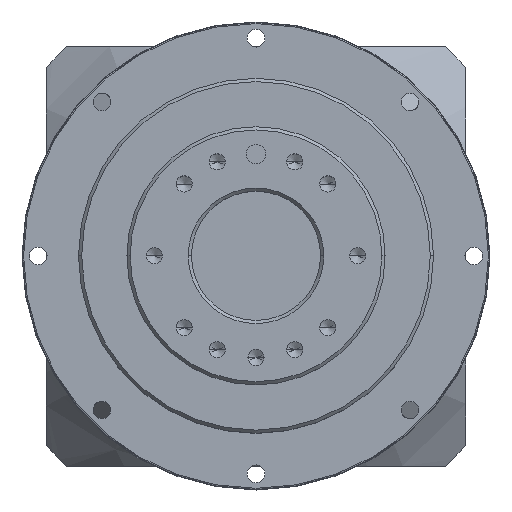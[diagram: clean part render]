
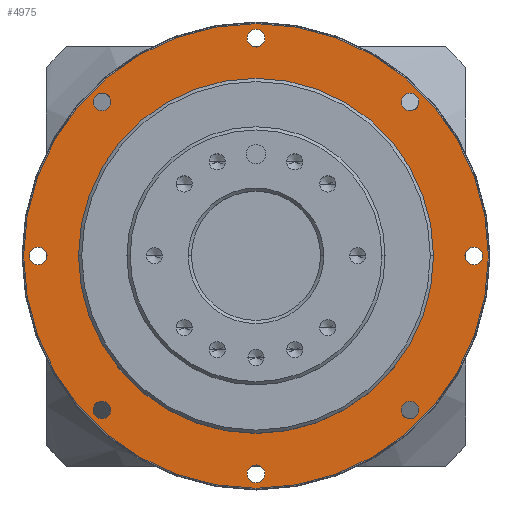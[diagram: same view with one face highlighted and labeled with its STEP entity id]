
A CAD part, top view. The second image highlights one B-rep face of the part: STEP entity #4975.
In plain terms, the highlighted planar face has unit normal (0, 0, 1).
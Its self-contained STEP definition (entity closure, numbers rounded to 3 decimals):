
#1438=CARTESIAN_POINT('',(-32.971,24.419,12.));
#1439=DIRECTION('',(0.,0.,1.));
#1440=DIRECTION('',(1.,0.,0.));
#1441=AXIS2_PLACEMENT_3D('',#1438,#1439,#1440);
#1443=CARTESIAN_POINT('',(-32.971,24.419,12.));
#1444=DIRECTION('',(0.,0.,1.));
#1445=DIRECTION('',(-1.,0.,0.));
#1446=AXIS2_PLACEMENT_3D('',#1443,#1444,#1445);
#1448=CARTESIAN_POINT('',(14.759,72.149,12.));
#1449=DIRECTION('',(0.,0.,-1.));
#1450=DIRECTION('',(0.707,-0.707,0.));
#1451=AXIS2_PLACEMENT_3D('',#1448,#1449,#1450);
#1453=CARTESIAN_POINT('',(14.759,72.149,12.));
#1454=DIRECTION('',(0.,0.,-1.));
#1455=DIRECTION('',(1.,0.,0.));
#1456=AXIS2_PLACEMENT_3D('',#1453,#1454,#1455);
#1458=CARTESIAN_POINT('',(14.759,72.149,12.));
#1459=DIRECTION('',(0.,0.,-1.));
#1460=DIRECTION('',(-1.,0.,0.));
#1461=AXIS2_PLACEMENT_3D('',#1458,#1459,#1460);
#1463=CARTESIAN_POINT('',(34.529,24.419,12.));
#1464=DIRECTION('',(0.,0.,-1.));
#1465=DIRECTION('',(0.,-1.,0.));
#1466=AXIS2_PLACEMENT_3D('',#1463,#1464,#1465);
#1468=CARTESIAN_POINT('',(34.529,24.419,12.));
#1469=DIRECTION('',(0.,0.,-1.));
#1470=DIRECTION('',(1.,0.,0.));
#1471=AXIS2_PLACEMENT_3D('',#1468,#1469,#1470);
#1473=CARTESIAN_POINT('',(34.529,24.419,12.));
#1474=DIRECTION('',(0.,0.,-1.));
#1475=DIRECTION('',(-1.,0.,0.));
#1476=AXIS2_PLACEMENT_3D('',#1473,#1474,#1475);
#1478=CARTESIAN_POINT('',(14.759,-23.31,12.));
#1479=DIRECTION('',(0.,0.,-1.));
#1480=DIRECTION('',(-0.707,-0.707,0.));
#1481=AXIS2_PLACEMENT_3D('',#1478,#1479,#1480);
#1483=CARTESIAN_POINT('',(14.759,-23.31,12.));
#1484=DIRECTION('',(0.,0.,-1.));
#1485=DIRECTION('',(1.,0.,0.));
#1486=AXIS2_PLACEMENT_3D('',#1483,#1484,#1485);
#1488=CARTESIAN_POINT('',(14.759,-23.31,12.));
#1489=DIRECTION('',(0.,0.,-1.));
#1490=DIRECTION('',(-1.,0.,0.));
#1491=AXIS2_PLACEMENT_3D('',#1488,#1489,#1490);
#1493=CARTESIAN_POINT('',(-32.971,-43.081,12.));
#1494=DIRECTION('',(0.,0.,-1.));
#1495=DIRECTION('',(-1.,0.,0.));
#1496=AXIS2_PLACEMENT_3D('',#1493,#1494,#1495);
#1498=CARTESIAN_POINT('',(-32.971,-43.081,12.));
#1499=DIRECTION('',(0.,0.,-1.));
#1500=DIRECTION('',(1.,0.,0.));
#1501=AXIS2_PLACEMENT_3D('',#1498,#1499,#1500);
#1503=CARTESIAN_POINT('',(-80.701,-23.31,12.));
#1504=DIRECTION('',(0.,0.,-1.));
#1505=DIRECTION('',(-0.707,0.707,0.));
#1506=AXIS2_PLACEMENT_3D('',#1503,#1504,#1505);
#1508=CARTESIAN_POINT('',(-80.701,-23.31,12.));
#1509=DIRECTION('',(0.,0.,-1.));
#1510=DIRECTION('',(-1.,0.,0.));
#1511=AXIS2_PLACEMENT_3D('',#1508,#1509,#1510);
#1513=CARTESIAN_POINT('',(-80.701,-23.31,12.));
#1514=DIRECTION('',(0.,0.,-1.));
#1515=DIRECTION('',(1.,0.,0.));
#1516=AXIS2_PLACEMENT_3D('',#1513,#1514,#1515);
#1518=CARTESIAN_POINT('',(-100.471,24.419,12.));
#1519=DIRECTION('',(0.,0.,-1.));
#1520=DIRECTION('',(0.,1.,0.));
#1521=AXIS2_PLACEMENT_3D('',#1518,#1519,#1520);
#1523=CARTESIAN_POINT('',(-100.471,24.419,12.));
#1524=DIRECTION('',(0.,0.,-1.));
#1525=DIRECTION('',(-1.,0.,0.));
#1526=AXIS2_PLACEMENT_3D('',#1523,#1524,#1525);
#1528=CARTESIAN_POINT('',(-100.471,24.419,12.));
#1529=DIRECTION('',(0.,0.,-1.));
#1530=DIRECTION('',(1.,0.,0.));
#1531=AXIS2_PLACEMENT_3D('',#1528,#1529,#1530);
#1533=CARTESIAN_POINT('',(-80.701,72.149,12.));
#1534=DIRECTION('',(0.,0.,-1.));
#1535=DIRECTION('',(0.707,0.707,0.));
#1536=AXIS2_PLACEMENT_3D('',#1533,#1534,#1535);
#1538=CARTESIAN_POINT('',(-80.701,72.149,12.));
#1539=DIRECTION('',(0.,0.,-1.));
#1540=DIRECTION('',(-1.,0.,0.));
#1541=AXIS2_PLACEMENT_3D('',#1538,#1539,#1540);
#1543=CARTESIAN_POINT('',(-80.701,72.149,12.));
#1544=DIRECTION('',(0.,0.,-1.));
#1545=DIRECTION('',(1.,0.,0.));
#1546=AXIS2_PLACEMENT_3D('',#1543,#1544,#1545);
#1548=CARTESIAN_POINT('',(-32.971,91.919,12.));
#1549=DIRECTION('',(0.,0.,-1.));
#1550=DIRECTION('',(1.,0.,0.));
#1551=AXIS2_PLACEMENT_3D('',#1548,#1549,#1550);
#1553=CARTESIAN_POINT('',(-32.971,91.919,12.));
#1554=DIRECTION('',(0.,0.,-1.));
#1555=DIRECTION('',(-1.,0.,0.));
#1556=AXIS2_PLACEMENT_3D('',#1553,#1554,#1555);
#1558=CARTESIAN_POINT('',(-32.971,24.419,12.));
#1559=DIRECTION('',(0.,0.,-1.));
#1560=DIRECTION('',(1.,0.,0.));
#1561=AXIS2_PLACEMENT_3D('',#1558,#1559,#1560);
#1563=CARTESIAN_POINT('',(-32.971,24.419,12.));
#1564=DIRECTION('',(0.,0.,-1.));
#1565=DIRECTION('',(-1.,0.,0.));
#1566=AXIS2_PLACEMENT_3D('',#1563,#1564,#1565);
#2907=CARTESIAN_POINT('',(-104.971,24.419,12.));
#2908=VERTEX_POINT('',#2907);
#2909=CARTESIAN_POINT('',(39.029,24.419,12.));
#2910=VERTEX_POINT('',#2909);
#2952=CARTESIAN_POINT('',(17.509,72.149,12.));
#2954=VERTEX_POINT('',#2952);
#2956=CARTESIAN_POINT('',(12.009,72.149,12.));
#2958=VERTEX_POINT('',#2956);
#2959=CARTESIAN_POINT('',(16.703,70.205,12.));
#2960=VERTEX_POINT('',#2959);
#2962=CARTESIAN_POINT('',(37.279,24.419,12.));
#2964=VERTEX_POINT('',#2962);
#2966=CARTESIAN_POINT('',(31.779,24.419,12.));
#2968=VERTEX_POINT('',#2966);
#2969=CARTESIAN_POINT('',(34.529,21.669,12.));
#2970=VERTEX_POINT('',#2969);
#2972=CARTESIAN_POINT('',(17.509,-23.31,12.));
#2974=VERTEX_POINT('',#2972);
#2976=CARTESIAN_POINT('',(12.009,-23.31,12.));
#2978=VERTEX_POINT('',#2976);
#2979=CARTESIAN_POINT('',(12.814,-25.255,12.));
#2980=VERTEX_POINT('',#2979);
#2982=CARTESIAN_POINT('',(-30.221,-43.081,12.));
#2984=VERTEX_POINT('',#2982);
#2986=CARTESIAN_POINT('',(-35.721,-43.081,12.));
#2988=VERTEX_POINT('',#2986);
#2990=CARTESIAN_POINT('',(-77.951,-23.31,12.));
#2992=VERTEX_POINT('',#2990);
#2994=CARTESIAN_POINT('',(-83.451,-23.31,12.));
#2996=VERTEX_POINT('',#2994);
#2997=CARTESIAN_POINT('',(-82.645,-21.366,12.));
#2998=VERTEX_POINT('',#2997);
#3000=CARTESIAN_POINT('',(-97.721,24.419,12.));
#3002=VERTEX_POINT('',#3000);
#3004=CARTESIAN_POINT('',(-103.221,24.419,12.));
#3006=VERTEX_POINT('',#3004);
#3007=CARTESIAN_POINT('',(-100.471,27.169,12.));
#3008=VERTEX_POINT('',#3007);
#3010=CARTESIAN_POINT('',(-77.951,72.149,12.));
#3012=VERTEX_POINT('',#3010);
#3014=CARTESIAN_POINT('',(-83.451,72.149,12.));
#3016=VERTEX_POINT('',#3014);
#3017=CARTESIAN_POINT('',(-78.756,74.094,12.));
#3018=VERTEX_POINT('',#3017);
#3020=CARTESIAN_POINT('',(-30.221,91.919,12.));
#3022=VERTEX_POINT('',#3020);
#3024=CARTESIAN_POINT('',(-35.721,91.919,12.));
#3026=VERTEX_POINT('',#3024);
#3075=CARTESIAN_POINT('',(-87.971,24.419,12.));
#3076=VERTEX_POINT('',#3075);
#3077=CARTESIAN_POINT('',(22.029,24.419,12.));
#3078=VERTEX_POINT('',#3077);
#4899=CARTESIAN_POINT('',(-32.971,24.419,12.));
#4900=DIRECTION('',(0.,0.,1.));
#4901=DIRECTION('',(1.,0.,0.));
#4902=AXIS2_PLACEMENT_3D('',#4899,#4900,#4901);
#4903=PLANE('',#4902);
#4905=ORIENTED_EDGE('',*,*,#4904,.F.);
#4906=ORIENTED_EDGE('',*,*,#4889,.F.);
#4907=EDGE_LOOP('',(#4905,#4906));
#4908=FACE_OUTER_BOUND('',#4907,.F.);
#4910=ORIENTED_EDGE('',*,*,#4909,.F.);
#4912=ORIENTED_EDGE('',*,*,#4911,.F.);
#4914=ORIENTED_EDGE('',*,*,#4913,.F.);
#4915=EDGE_LOOP('',(#4910,#4912,#4914));
#4916=FACE_BOUND('',#4915,.F.);
#4918=ORIENTED_EDGE('',*,*,#4917,.F.);
#4920=ORIENTED_EDGE('',*,*,#4919,.F.);
#4922=ORIENTED_EDGE('',*,*,#4921,.F.);
#4923=EDGE_LOOP('',(#4918,#4920,#4922));
#4924=FACE_BOUND('',#4923,.F.);
#4926=ORIENTED_EDGE('',*,*,#4925,.F.);
#4928=ORIENTED_EDGE('',*,*,#4927,.F.);
#4930=ORIENTED_EDGE('',*,*,#4929,.F.);
#4931=EDGE_LOOP('',(#4926,#4928,#4930));
#4932=FACE_BOUND('',#4931,.F.);
#4934=ORIENTED_EDGE('',*,*,#4933,.F.);
#4936=ORIENTED_EDGE('',*,*,#4935,.F.);
#4937=EDGE_LOOP('',(#4934,#4936));
#4938=FACE_BOUND('',#4937,.F.);
#4940=ORIENTED_EDGE('',*,*,#4939,.F.);
#4942=ORIENTED_EDGE('',*,*,#4941,.F.);
#4944=ORIENTED_EDGE('',*,*,#4943,.F.);
#4945=EDGE_LOOP('',(#4940,#4942,#4944));
#4946=FACE_BOUND('',#4945,.F.);
#4948=ORIENTED_EDGE('',*,*,#4947,.F.);
#4950=ORIENTED_EDGE('',*,*,#4949,.F.);
#4952=ORIENTED_EDGE('',*,*,#4951,.F.);
#4953=EDGE_LOOP('',(#4948,#4950,#4952));
#4954=FACE_BOUND('',#4953,.F.);
#4956=ORIENTED_EDGE('',*,*,#4955,.F.);
#4958=ORIENTED_EDGE('',*,*,#4957,.F.);
#4960=ORIENTED_EDGE('',*,*,#4959,.F.);
#4961=EDGE_LOOP('',(#4956,#4958,#4960));
#4962=FACE_BOUND('',#4961,.F.);
#4964=ORIENTED_EDGE('',*,*,#4963,.F.);
#4966=ORIENTED_EDGE('',*,*,#4965,.F.);
#4967=EDGE_LOOP('',(#4964,#4966));
#4968=FACE_BOUND('',#4967,.F.);
#4970=ORIENTED_EDGE('',*,*,#4969,.F.);
#4972=ORIENTED_EDGE('',*,*,#4971,.F.);
#4973=EDGE_LOOP('',(#4970,#4972));
#4974=FACE_BOUND('',#4973,.F.);
#4975=ADVANCED_FACE('',(#4908,#4916,#4924,#4932,#4938,#4946,#4954,#4962,#4968,
#4974),#4903,.T.);
#1442=CIRCLE('',#1441,72.);
#1447=CIRCLE('',#1446,72.);
#1452=CIRCLE('',#1451,2.75);
#1457=CIRCLE('',#1456,2.75);
#1462=CIRCLE('',#1461,2.75);
#1467=CIRCLE('',#1466,2.75);
#1472=CIRCLE('',#1471,2.75);
#1477=CIRCLE('',#1476,2.75);
#1482=CIRCLE('',#1481,2.75);
#1487=CIRCLE('',#1486,2.75);
#1492=CIRCLE('',#1491,2.75);
#1497=CIRCLE('',#1496,2.75);
#1502=CIRCLE('',#1501,2.75);
#1507=CIRCLE('',#1506,2.75);
#1512=CIRCLE('',#1511,2.75);
#1517=CIRCLE('',#1516,2.75);
#1522=CIRCLE('',#1521,2.75);
#1527=CIRCLE('',#1526,2.75);
#1532=CIRCLE('',#1531,2.75);
#1537=CIRCLE('',#1536,2.75);
#1542=CIRCLE('',#1541,2.75);
#1547=CIRCLE('',#1546,2.75);
#1552=CIRCLE('',#1551,2.75);
#1557=CIRCLE('',#1556,2.75);
#1562=CIRCLE('',#1561,55.);
#1567=CIRCLE('',#1566,55.);
#4889=EDGE_CURVE('',#2908,#2910,#1447,.T.);
#4904=EDGE_CURVE('',#2910,#2908,#1442,.T.);
#4909=EDGE_CURVE('',#2960,#2958,#1452,.T.);
#4911=EDGE_CURVE('',#2954,#2960,#1457,.T.);
#4913=EDGE_CURVE('',#2958,#2954,#1462,.T.);
#4917=EDGE_CURVE('',#2970,#2968,#1467,.T.);
#4919=EDGE_CURVE('',#2964,#2970,#1472,.T.);
#4921=EDGE_CURVE('',#2968,#2964,#1477,.T.);
#4925=EDGE_CURVE('',#2980,#2978,#1482,.T.);
#4927=EDGE_CURVE('',#2974,#2980,#1487,.T.);
#4929=EDGE_CURVE('',#2978,#2974,#1492,.T.);
#4933=EDGE_CURVE('',#2988,#2984,#1497,.T.);
#4935=EDGE_CURVE('',#2984,#2988,#1502,.T.);
#4939=EDGE_CURVE('',#2998,#2992,#1507,.T.);
#4941=EDGE_CURVE('',#2996,#2998,#1512,.T.);
#4943=EDGE_CURVE('',#2992,#2996,#1517,.T.);
#4947=EDGE_CURVE('',#3008,#3002,#1522,.T.);
#4949=EDGE_CURVE('',#3006,#3008,#1527,.T.);
#4951=EDGE_CURVE('',#3002,#3006,#1532,.T.);
#4955=EDGE_CURVE('',#3018,#3012,#1537,.T.);
#4957=EDGE_CURVE('',#3016,#3018,#1542,.T.);
#4959=EDGE_CURVE('',#3012,#3016,#1547,.T.);
#4963=EDGE_CURVE('',#3022,#3026,#1552,.T.);
#4965=EDGE_CURVE('',#3026,#3022,#1557,.T.);
#4969=EDGE_CURVE('',#3078,#3076,#1562,.T.);
#4971=EDGE_CURVE('',#3076,#3078,#1567,.T.);
